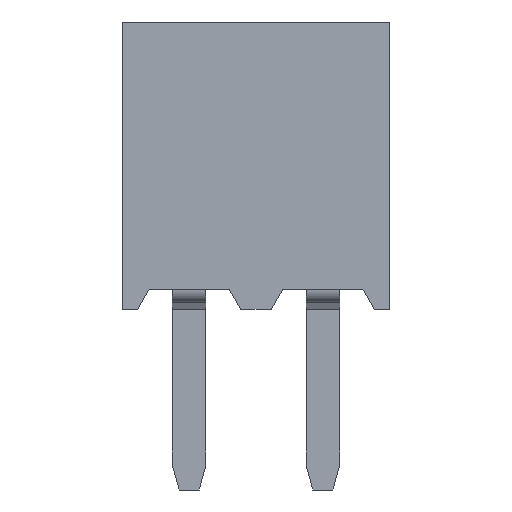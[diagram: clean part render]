
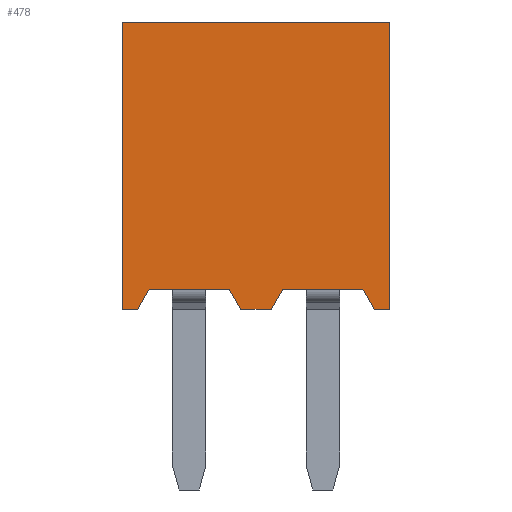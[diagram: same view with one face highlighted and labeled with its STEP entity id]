
A CAD part, front view. The second image highlights one B-rep face of the part: STEP entity #478.
In plain terms, the highlighted planar face has unit normal (0, -1, 0).
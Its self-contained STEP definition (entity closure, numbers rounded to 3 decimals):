
#478=ADVANCED_FACE('',(#1972),#1974,.T.);
#1972=FACE_BOUND('',#1973,.T.);
#1973=EDGE_LOOP('',(#3093,#3094,#3095,#3096,#3097,#3098,#3099,#3100,#3101,#3102,
#3103,#3104));
#1974=PLANE('',#1975);
#1975=AXIS2_PLACEMENT_3D('',#1976,#1977,#1978);
#1976=CARTESIAN_POINT('',(-1.,-1.2,0.));
#1977=DIRECTION('',(0.,-1.,0.));
#1978=DIRECTION('',(1.,0.,0.));
#3093=ORIENTED_EDGE('',*,*,#3823,.F.);
#3094=ORIENTED_EDGE('',*,*,#3815,.T.);
#3095=ORIENTED_EDGE('',*,*,#3827,.F.);
#3096=ORIENTED_EDGE('',*,*,#3866,.T.);
#3097=ORIENTED_EDGE('',*,*,#3873,.T.);
#3098=ORIENTED_EDGE('',*,*,#3899,.F.);
#3099=ORIENTED_EDGE('',*,*,#3849,.F.);
#3100=ORIENTED_EDGE('',*,*,#3854,.T.);
#3101=ORIENTED_EDGE('',*,*,#3856,.F.);
#3102=ORIENTED_EDGE('',*,*,#3803,.T.);
#3103=ORIENTED_EDGE('',*,*,#3859,.F.);
#3104=ORIENTED_EDGE('',*,*,#3863,.T.);
#3803=EDGE_CURVE('',#4264,#4262,#4265,.T.);
#3815=EDGE_CURVE('',#4288,#4286,#4289,.T.);
#3823=EDGE_CURVE('',#4302,#4304,#4305,.F.);
#3827=EDGE_CURVE('',#4310,#4312,#4313,.F.);
#3849=EDGE_CURVE('',#4353,#4355,#4356,.T.);
#3854=EDGE_CURVE('',#4353,#4362,#4364,.T.);
#3856=EDGE_CURVE('',#4330,#4362,#4366,.F.);
#3859=EDGE_CURVE('',#4369,#4332,#4371,.F.);
#3863=EDGE_CURVE('',#4369,#4304,#4375,.T.);
#3866=EDGE_CURVE('',#4310,#4378,#4380,.T.);
#3873=EDGE_CURVE('',#4378,#4389,#4391,.T.);
#3899=EDGE_CURVE('',#4355,#4389,#4425,.T.);
#4262=VERTEX_POINT('',#5026);
#4264=VERTEX_POINT('',#5030);
#4265=LINE('',#5031,#5032);
#4286=VERTEX_POINT('',#5074);
#4288=VERTEX_POINT('',#5078);
#4289=LINE('',#5079,#5080);
#4302=VERTEX_POINT('',#5106);
#4304=VERTEX_POINT('',#5110);
#4305=LINE('',#5111,#5112);
#4310=VERTEX_POINT('',#5122);
#4312=VERTEX_POINT('',#5126);
#4313=LINE('',#5127,#5128);
#4330=VERTEX_POINT('',#5160);
#4332=VERTEX_POINT('',#5164);
#4353=VERTEX_POINT('',#5209);
#4355=VERTEX_POINT('',#5213);
#4356=LINE('',#5214,#5215);
#4362=VERTEX_POINT('',#5228);
#4364=LINE('',#5232,#5233);
#4366=LINE('',#5238,#5239);
#4369=VERTEX_POINT('',#5245);
#4371=LINE('',#5249,#5250);
#4375=LINE('',#5261,#5262);
#4378=VERTEX_POINT('',#5268);
#4380=LINE('',#5272,#5273);
#4389=VERTEX_POINT('',#5293);
#4391=LINE('',#5297,#5298);
#4425=LINE('',#5383,#5384);
#5026=CARTESIAN_POINT('',(0.6,-1.2,0.3));
#5030=CARTESIAN_POINT('',(-0.6,-1.2,0.3));
#5031=CARTESIAN_POINT('',(-0.6,-1.2,0.3));
#5032=VECTOR('',#5033,1.);
#5033=DIRECTION('',(1.,0.,0.));
#5074=CARTESIAN_POINT('',(2.6,-1.2,0.3));
#5078=CARTESIAN_POINT('',(1.4,-1.2,0.3));
#5079=CARTESIAN_POINT('',(1.4,-1.2,0.3));
#5080=VECTOR('',#5081,1.);
#5081=DIRECTION('',(1.,0.,0.));
#5106=CARTESIAN_POINT('',(1.4,-1.2,0.3));
#5110=CARTESIAN_POINT('',(1.227,-1.2,0.));
#5111=CARTESIAN_POINT('',(1.227,-1.2,0.));
#5112=VECTOR('',#5113,1.);
#5113=DIRECTION('',(0.5,0.,0.866));
#5122=CARTESIAN_POINT('',(2.773,-1.2,0.));
#5126=CARTESIAN_POINT('',(2.6,-1.2,0.3));
#5127=CARTESIAN_POINT('',(2.6,-1.2,0.3));
#5128=VECTOR('',#5129,1.);
#5129=DIRECTION('',(0.5,0.,-0.866));
#5160=CARTESIAN_POINT('',(-0.6,-1.2,0.3));
#5164=CARTESIAN_POINT('',(0.6,-1.2,0.3));
#5209=CARTESIAN_POINT('',(-1.,-1.2,0.));
#5213=CARTESIAN_POINT('',(-1.,-1.2,4.3));
#5214=CARTESIAN_POINT('',(-1.,-1.2,0.));
#5215=VECTOR('',#5216,1.);
#5216=DIRECTION('',(0.,0.,1.));
#5228=CARTESIAN_POINT('',(-0.773,-1.2,0.));
#5232=CARTESIAN_POINT('',(-1.,-1.2,0.));
#5233=VECTOR('',#5234,1.);
#5234=DIRECTION('',(1.,0.,0.));
#5238=CARTESIAN_POINT('',(-0.773,-1.2,0.));
#5239=VECTOR('',#5240,1.);
#5240=DIRECTION('',(0.5,0.,0.866));
#5245=CARTESIAN_POINT('',(0.773,-1.2,0.));
#5249=CARTESIAN_POINT('',(0.6,-1.2,0.3));
#5250=VECTOR('',#5251,1.);
#5251=DIRECTION('',(0.5,0.,-0.866));
#5261=CARTESIAN_POINT('',(0.773,-1.2,0.));
#5262=VECTOR('',#5263,1.);
#5263=DIRECTION('',(1.,0.,0.));
#5268=CARTESIAN_POINT('',(3.,-1.2,0.));
#5272=CARTESIAN_POINT('',(2.773,-1.2,0.));
#5273=VECTOR('',#5274,1.);
#5274=DIRECTION('',(1.,0.,0.));
#5293=CARTESIAN_POINT('',(3.,-1.2,4.3));
#5297=CARTESIAN_POINT('',(3.,-1.2,0.));
#5298=VECTOR('',#5299,1.);
#5299=DIRECTION('',(0.,0.,1.));
#5383=CARTESIAN_POINT('',(-1.,-1.2,4.3));
#5384=VECTOR('',#5385,1.);
#5385=DIRECTION('',(1.,0.,0.));
